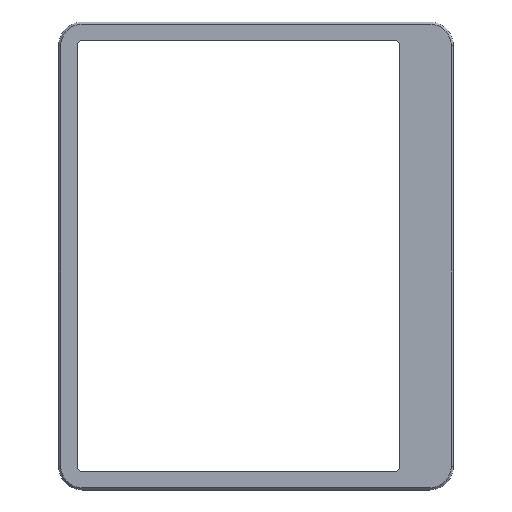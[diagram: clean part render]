
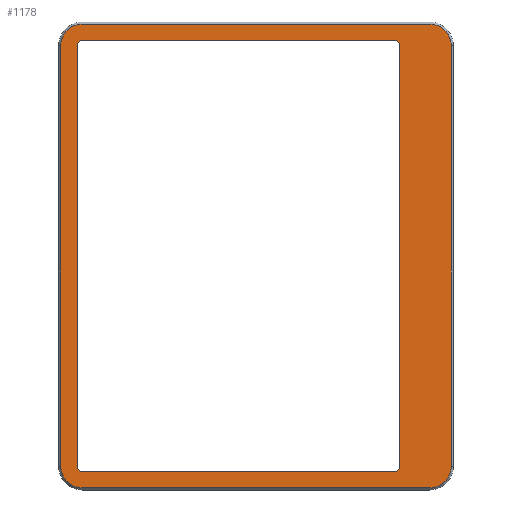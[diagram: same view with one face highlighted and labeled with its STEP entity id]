
A CAD part, top view. The second image highlights one B-rep face of the part: STEP entity #1178.
In plain terms, the highlighted planar face has unit normal (0, 0, 1).
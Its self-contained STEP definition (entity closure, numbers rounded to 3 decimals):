
#449 = VERTEX_POINT('',#450);
#450 = CARTESIAN_POINT('',(92.539,112.33,1.2));
#458 = VERTEX_POINT('',#459);
#459 = CARTESIAN_POINT('',(-75.625,112.33,1.2));
#465 = EDGE_CURVE('',#449,#458,#466,.T.);
#466 = LINE('',#467,#468);
#467 = CARTESIAN_POINT('',(92.539,112.33,1.2));
#468 = VECTOR('',#469,1.);
#469 = DIRECTION('',(-1.,-0.,-0.));
#532 = VERTEX_POINT('',#533);
#533 = CARTESIAN_POINT('',(-86.125,101.83,1.2));
#539 = EDGE_CURVE('',#458,#532,#540,.T.);
#540 = CIRCLE('',#541,10.5);
#541 = AXIS2_PLACEMENT_3D('',#542,#543,#544);
#542 = CARTESIAN_POINT('',(-75.625,101.83,1.2));
#543 = DIRECTION('',(0.,-0.,1.));
#544 = DIRECTION('',(0.,1.,0.));
#1158 = VERTEX_POINT('',#1159);
#1159 = CARTESIAN_POINT('',(103.039,101.83,1.2));
#1167 = EDGE_CURVE('',#1158,#449,#1168,.T.);
#1168 = CIRCLE('',#1169,10.5);
#1169 = AXIS2_PLACEMENT_3D('',#1170,#1171,#1172);
#1170 = CARTESIAN_POINT('',(92.539,101.83,1.2));
#1171 = DIRECTION('',(0.,-0.,1.));
#1172 = DIRECTION('',(1.,0.,0.));
#1178 = ADVANCED_FACE('',(#1179,#1224),#1294,.T.);
#1179 = FACE_BOUND('',#1180,.T.);
#1180 = EDGE_LOOP('',(#1181,#1182,#1183,#1184,#1192,#1201,#1209,#1218));
#1181 = ORIENTED_EDGE('',*,*,#1167,.T.);
#1182 = ORIENTED_EDGE('',*,*,#465,.T.);
#1183 = ORIENTED_EDGE('',*,*,#539,.T.);
#1184 = ORIENTED_EDGE('',*,*,#1185,.T.);
#1185 = EDGE_CURVE('',#532,#1186,#1188,.T.);
#1186 = VERTEX_POINT('',#1187);
#1187 = CARTESIAN_POINT('',(-86.125,-101.83,1.2));
#1188 = LINE('',#1189,#1190);
#1189 = CARTESIAN_POINT('',(-86.125,101.83,1.2));
#1190 = VECTOR('',#1191,1.);
#1191 = DIRECTION('',(-0.,-1.,-0.));
#1192 = ORIENTED_EDGE('',*,*,#1193,.T.);
#1193 = EDGE_CURVE('',#1186,#1194,#1196,.T.);
#1194 = VERTEX_POINT('',#1195);
#1195 = CARTESIAN_POINT('',(-75.625,-112.33,1.2));
#1196 = CIRCLE('',#1197,10.5);
#1197 = AXIS2_PLACEMENT_3D('',#1198,#1199,#1200);
#1198 = CARTESIAN_POINT('',(-75.625,-101.83,1.2));
#1199 = DIRECTION('',(0.,0.,1.));
#1200 = DIRECTION('',(-1.,0.,0.));
#1201 = ORIENTED_EDGE('',*,*,#1202,.T.);
#1202 = EDGE_CURVE('',#1194,#1203,#1205,.T.);
#1203 = VERTEX_POINT('',#1204);
#1204 = CARTESIAN_POINT('',(92.539,-112.33,1.2));
#1205 = LINE('',#1206,#1207);
#1206 = CARTESIAN_POINT('',(-75.625,-112.33,1.2));
#1207 = VECTOR('',#1208,1.);
#1208 = DIRECTION('',(1.,0.,0.));
#1209 = ORIENTED_EDGE('',*,*,#1210,.T.);
#1210 = EDGE_CURVE('',#1203,#1211,#1213,.T.);
#1211 = VERTEX_POINT('',#1212);
#1212 = CARTESIAN_POINT('',(103.039,-101.83,1.2));
#1213 = CIRCLE('',#1214,10.5);
#1214 = AXIS2_PLACEMENT_3D('',#1215,#1216,#1217);
#1215 = CARTESIAN_POINT('',(92.539,-101.83,1.2));
#1216 = DIRECTION('',(-0.,0.,1.));
#1217 = DIRECTION('',(0.,-1.,0.));
#1218 = ORIENTED_EDGE('',*,*,#1219,.T.);
#1219 = EDGE_CURVE('',#1211,#1158,#1220,.T.);
#1220 = LINE('',#1221,#1222);
#1221 = CARTESIAN_POINT('',(103.039,-101.83,1.2));
#1222 = VECTOR('',#1223,1.);
#1223 = DIRECTION('',(0.,1.,0.));
#1224 = FACE_BOUND('',#1225,.F.);
#1225 = EDGE_LOOP('',(#1226,#1237,#1245,#1254,#1262,#1271,#1279,#1288));
#1226 = ORIENTED_EDGE('',*,*,#1227,.T.);
#1227 = EDGE_CURVE('',#1228,#1230,#1232,.T.);
#1228 = VERTEX_POINT('',#1229);
#1229 = CARTESIAN_POINT('',(-75.625,104.33,1.2));
#1230 = VERTEX_POINT('',#1231);
#1231 = CARTESIAN_POINT('',(-78.125,101.83,1.2));
#1232 = CIRCLE('',#1233,2.5);
#1233 = AXIS2_PLACEMENT_3D('',#1234,#1235,#1236);
#1234 = CARTESIAN_POINT('',(-75.625,101.83,1.2));
#1235 = DIRECTION('',(0.,0.,1.));
#1236 = DIRECTION('',(1.,0.,0.));
#1237 = ORIENTED_EDGE('',*,*,#1238,.F.);
#1238 = EDGE_CURVE('',#1239,#1230,#1241,.T.);
#1239 = VERTEX_POINT('',#1240);
#1240 = CARTESIAN_POINT('',(-78.125,-101.83,1.2));
#1241 = LINE('',#1242,#1243);
#1242 = CARTESIAN_POINT('',(-78.125,-101.83,1.2));
#1243 = VECTOR('',#1244,1.);
#1244 = DIRECTION('',(0.,1.,0.));
#1245 = ORIENTED_EDGE('',*,*,#1246,.T.);
#1246 = EDGE_CURVE('',#1239,#1247,#1249,.T.);
#1247 = VERTEX_POINT('',#1248);
#1248 = CARTESIAN_POINT('',(-75.625,-104.33,1.2));
#1249 = CIRCLE('',#1250,2.5);
#1250 = AXIS2_PLACEMENT_3D('',#1251,#1252,#1253);
#1251 = CARTESIAN_POINT('',(-75.625,-101.83,1.2));
#1252 = DIRECTION('',(0.,0.,1.));
#1253 = DIRECTION('',(1.,0.,0.));
#1254 = ORIENTED_EDGE('',*,*,#1255,.F.);
#1255 = EDGE_CURVE('',#1256,#1247,#1258,.T.);
#1256 = VERTEX_POINT('',#1257);
#1257 = CARTESIAN_POINT('',(75.625,-104.33,1.2));
#1258 = LINE('',#1259,#1260);
#1259 = CARTESIAN_POINT('',(75.625,-104.33,1.2));
#1260 = VECTOR('',#1261,1.);
#1261 = DIRECTION('',(-1.,0.,0.));
#1262 = ORIENTED_EDGE('',*,*,#1263,.T.);
#1263 = EDGE_CURVE('',#1256,#1264,#1266,.T.);
#1264 = VERTEX_POINT('',#1265);
#1265 = CARTESIAN_POINT('',(78.125,-101.83,1.2));
#1266 = CIRCLE('',#1267,2.5);
#1267 = AXIS2_PLACEMENT_3D('',#1268,#1269,#1270);
#1268 = CARTESIAN_POINT('',(75.625,-101.83,1.2));
#1269 = DIRECTION('',(0.,0.,1.));
#1270 = DIRECTION('',(1.,0.,0.));
#1271 = ORIENTED_EDGE('',*,*,#1272,.F.);
#1272 = EDGE_CURVE('',#1273,#1264,#1275,.T.);
#1273 = VERTEX_POINT('',#1274);
#1274 = CARTESIAN_POINT('',(78.125,101.83,1.2));
#1275 = LINE('',#1276,#1277);
#1276 = CARTESIAN_POINT('',(78.125,101.83,1.2));
#1277 = VECTOR('',#1278,1.);
#1278 = DIRECTION('',(0.,-1.,0.));
#1279 = ORIENTED_EDGE('',*,*,#1280,.T.);
#1280 = EDGE_CURVE('',#1273,#1281,#1283,.T.);
#1281 = VERTEX_POINT('',#1282);
#1282 = CARTESIAN_POINT('',(75.625,104.33,1.2));
#1283 = CIRCLE('',#1284,2.5);
#1284 = AXIS2_PLACEMENT_3D('',#1285,#1286,#1287);
#1285 = CARTESIAN_POINT('',(75.625,101.83,1.2));
#1286 = DIRECTION('',(0.,0.,1.));
#1287 = DIRECTION('',(1.,0.,0.));
#1288 = ORIENTED_EDGE('',*,*,#1289,.F.);
#1289 = EDGE_CURVE('',#1228,#1281,#1290,.T.);
#1290 = LINE('',#1291,#1292);
#1291 = CARTESIAN_POINT('',(-75.625,104.33,1.2));
#1292 = VECTOR('',#1293,1.);
#1293 = DIRECTION('',(1.,0.,0.));
#1294 = PLANE('',#1295);
#1295 = AXIS2_PLACEMENT_3D('',#1296,#1297,#1298);
#1296 = CARTESIAN_POINT('',(4.475,0.,1.2));
#1297 = DIRECTION('',(0.,0.,1.));
#1298 = DIRECTION('',(1.,0.,0.));
